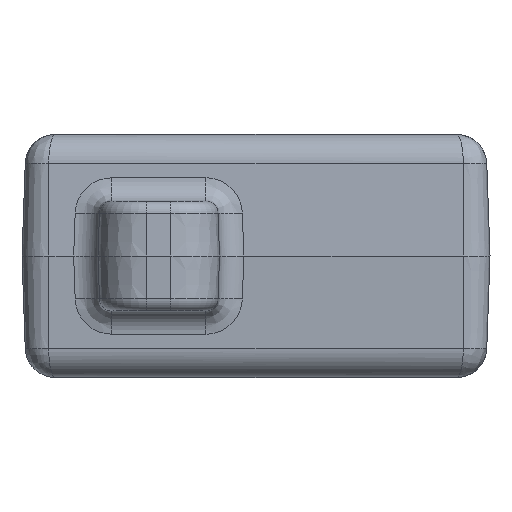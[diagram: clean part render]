
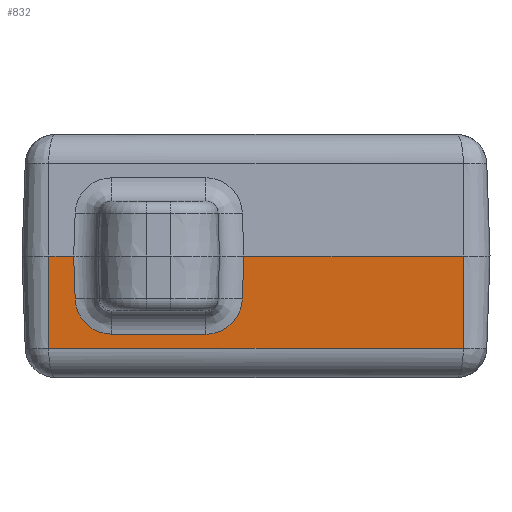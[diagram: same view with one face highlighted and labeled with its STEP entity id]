
A CAD part, left-side view. The second image highlights one B-rep face of the part: STEP entity #832.
In plain terms, the highlighted face is planar.
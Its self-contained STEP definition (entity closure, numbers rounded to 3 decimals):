
#832 = ADVANCED_FACE ( 'NONE', ( #25442 ), #13326, .T. ) ;
#1236 = CARTESIAN_POINT ( 'NONE',  ( 1.001, 0., 0. ) ) ;
#1709 = VECTOR ( 'NONE', #37611, 1000. ) ;
#2126 = EDGE_CURVE ( 'NONE', #66159, #63229, #3143, .T. ) ;
#2702 = ORIENTED_EDGE ( 'NONE', *, *, #47166, .T. ) ;
#3079 = LINE ( 'NONE', #48315, #21954 ) ;
#3143 = LINE ( 'NONE', #65300, #7503 ) ;
#3676 = DIRECTION ( 'NONE',  ( 0., 0.999, -0.035 ) ) ;
#3712 = EDGE_LOOP ( 'NONE', ( #72565, #38499, #57709, #44230, #2702, #42881, #38611, #61037, #33024, #32303 ) ) ;
#3791 = LINE ( 'NONE', #64866, #1709 ) ;
#4816 = DIRECTION ( 'NONE',  ( 0.035, -0.999, 0.035 ) ) ;
#5207 = EDGE_CURVE ( 'NONE', #70744, #66159, #7240, .T. ) ;
#5766 = VERTEX_POINT ( 'NONE', #62411 ) ;
#7240 =( BOUNDED_CURVE ( )  B_SPLINE_CURVE ( 3, ( #67570, #67204, #33704, #23402 ),
 .UNSPECIFIED., .F., .F. ) 
 B_SPLINE_CURVE_WITH_KNOTS ( ( 4, 4 ),
 ( 4.747, 6.283 ),
 .UNSPECIFIED. ) 
 CURVE ( )  GEOMETRIC_REPRESENTATION_ITEM ( )  RATIONAL_B_SPLINE_CURVE ( ( 1., 0.813, 0.813, 1. ) ) 
 REPRESENTATION_ITEM ( '' )  );
#7301 = CARTESIAN_POINT ( 'NONE',  ( 11.877, -6.43, 0.225 ) ) ;
#7503 = VECTOR ( 'NONE', #59058, 1000. ) ;
#7661 = CARTESIAN_POINT ( 'NONE',  ( 17.05, 0., 0. ) ) ;
#8179 = DIRECTION ( 'NONE',  ( 0., 0.999, -0.035 ) ) ;
#8532 = CARTESIAN_POINT ( 'NONE',  ( -19.25, 0., 0. ) ) ;
#10326 = LINE ( 'NONE', #43455, #42163 ) ;
#11125 = VERTEX_POINT ( 'NONE', #30000 ) ;
#13326 = PLANE ( 'NONE',  #44245 ) ;
#15688 = VECTOR ( 'NONE', #65006, 1000. ) ;
#16544 = VERTEX_POINT ( 'NONE', #1236 ) ;
#18724 = CARTESIAN_POINT ( 'NONE',  ( 0., 0., 0. ) ) ;
#20017 = EDGE_CURVE ( 'NONE', #36972, #47448, #65836, .T. ) ;
#21227 = EDGE_CURVE ( 'NONE', #16544, #47448, #34894, .T. ) ;
#21954 = VECTOR ( 'NONE', #59000, 1000. ) ;
#22177 = EDGE_CURVE ( 'NONE', #68474, #36972, #3079, .T. ) ;
#22299 = EDGE_CURVE ( 'NONE', #5766, #11125, #38322, .T. ) ;
#23402 = CARTESIAN_POINT ( 'NONE',  ( 4.123, -6.43, 0.225 ) ) ;
#24562 = CARTESIAN_POINT ( 'NONE',  ( -17.05, 0., 0. ) ) ;
#25442 = FACE_OUTER_BOUND ( 'NONE', #3712, .T. ) ;
#25470 =( BOUNDED_CURVE ( )  B_SPLINE_CURVE ( 3, ( #28223, #28589, #62071, #62438 ),
 .UNSPECIFIED., .F., .F. ) 
 B_SPLINE_CURVE_WITH_KNOTS ( ( 4, 4 ),
 ( 3.142, 4.677 ),
 .UNSPECIFIED. ) 
 CURVE ( )  GEOMETRIC_REPRESENTATION_ITEM ( )  RATIONAL_B_SPLINE_CURVE ( ( 1., 0.813, 0.813, 1. ) ) 
 REPRESENTATION_ITEM ( '' )  );
#26581 = VECTOR ( 'NONE', #41515, 1000. ) ;
#28223 = CARTESIAN_POINT ( 'NONE',  ( 11.877, -6.43, 0.225 ) ) ;
#28510 = EDGE_CURVE ( 'NONE', #63229, #44857, #25470, .T. ) ;
#28589 = CARTESIAN_POINT ( 'NONE',  ( 13.586, -6.43, 0.225 ) ) ;
#30000 = CARTESIAN_POINT ( 'NONE',  ( 14.999, 0., 0. ) ) ;
#31572 = CARTESIAN_POINT ( 'NONE',  ( 4.123, -6.43, 0.225 ) ) ;
#32303 = ORIENTED_EDGE ( 'NONE', *, *, #22299, .F. ) ;
#33024 = ORIENTED_EDGE ( 'NONE', *, *, #65076, .T. ) ;
#33704 = CARTESIAN_POINT ( 'NONE',  ( 2.414, -6.43, 0.225 ) ) ;
#34894 = LINE ( 'NONE', #18724, #26581 ) ;
#34944 = CARTESIAN_POINT ( 'NONE',  ( 17.05, -7.587, 0.265 ) ) ;
#36587 = EDGE_CURVE ( 'NONE', #5766, #68474, #69099, .T. ) ;
#36972 = VERTEX_POINT ( 'NONE', #42129 ) ;
#37611 = DIRECTION ( 'NONE',  ( 0.035, 0.999, -0.035 ) ) ;
#38322 = LINE ( 'NONE', #56022, #53762 ) ;
#38499 = ORIENTED_EDGE ( 'NONE', *, *, #22177, .T. ) ;
#38611 = ORIENTED_EDGE ( 'NONE', *, *, #2126, .T. ) ;
#41515 = DIRECTION ( 'NONE',  ( -1., 0., 0. ) ) ;
#42129 = CARTESIAN_POINT ( 'NONE',  ( -17.05, -7.587, 0.265 ) ) ;
#42163 = VECTOR ( 'NONE', #4816, 1000. ) ;
#42881 = ORIENTED_EDGE ( 'NONE', *, *, #5207, .T. ) ;
#43455 = CARTESIAN_POINT ( 'NONE',  ( 1.127, -3.605, 0.126 ) ) ;
#43868 = DIRECTION ( 'NONE',  ( -1., 0., 0. ) ) ;
#44230 = ORIENTED_EDGE ( 'NONE', *, *, #21227, .F. ) ;
#44245 = AXIS2_PLACEMENT_3D ( 'NONE', #8532, #64085, #8179 ) ;
#44857 = VERTEX_POINT ( 'NONE', #63474 ) ;
#47166 = EDGE_CURVE ( 'NONE', #16544, #70744, #10326, .T. ) ;
#47448 = VERTEX_POINT ( 'NONE', #24562 ) ;
#48315 = CARTESIAN_POINT ( 'NONE',  ( -17.05, -7.587, 0.265 ) ) ;
#53762 = VECTOR ( 'NONE', #43868, 1000. ) ;
#53955 = VECTOR ( 'NONE', #3676, 1000. ) ;
#56022 = CARTESIAN_POINT ( 'NONE',  ( -19.25, 0., 0. ) ) ;
#57709 = ORIENTED_EDGE ( 'NONE', *, *, #20017, .T. ) ;
#59000 = DIRECTION ( 'NONE',  ( -1., 0., 0. ) ) ;
#59058 = DIRECTION ( 'NONE',  ( 1., 0., 0. ) ) ;
#60305 = CARTESIAN_POINT ( 'NONE',  ( -17.05, -0.077, 0.003 ) ) ;
#61037 = ORIENTED_EDGE ( 'NONE', *, *, #28510, .T. ) ;
#62071 = CARTESIAN_POINT ( 'NONE',  ( 14.816, -5.243, 0.183 ) ) ;
#62411 = CARTESIAN_POINT ( 'NONE',  ( 17.05, 0., 0. ) ) ;
#62438 = CARTESIAN_POINT ( 'NONE',  ( 14.875, -3.535, 0.123 ) ) ;
#63229 = VERTEX_POINT ( 'NONE', #7301 ) ;
#63474 = CARTESIAN_POINT ( 'NONE',  ( 14.875, -3.535, 0.123 ) ) ;
#64085 = DIRECTION ( 'NONE',  ( 0., -0.035, -0.999 ) ) ;
#64866 = CARTESIAN_POINT ( 'NONE',  ( 14.996, -0.07, 0.002 ) ) ;
#65006 = DIRECTION ( 'NONE',  ( 0., -0.999, 0.035 ) ) ;
#65052 = CARTESIAN_POINT ( 'NONE',  ( 1.125, -3.535, 0.123 ) ) ;
#65076 = EDGE_CURVE ( 'NONE', #44857, #11125, #3791, .T. ) ;
#65300 = CARTESIAN_POINT ( 'NONE',  ( 11.877, -6.43, 0.225 ) ) ;
#65836 = LINE ( 'NONE', #60305, #53955 ) ;
#66159 = VERTEX_POINT ( 'NONE', #31572 ) ;
#67204 = CARTESIAN_POINT ( 'NONE',  ( 1.184, -5.243, 0.183 ) ) ;
#67570 = CARTESIAN_POINT ( 'NONE',  ( 1.125, -3.535, 0.123 ) ) ;
#68474 = VERTEX_POINT ( 'NONE', #34944 ) ;
#69099 = LINE ( 'NONE', #7661, #15688 ) ;
#70744 = VERTEX_POINT ( 'NONE', #65052 ) ;
#72565 = ORIENTED_EDGE ( 'NONE', *, *, #36587, .T. ) ;
